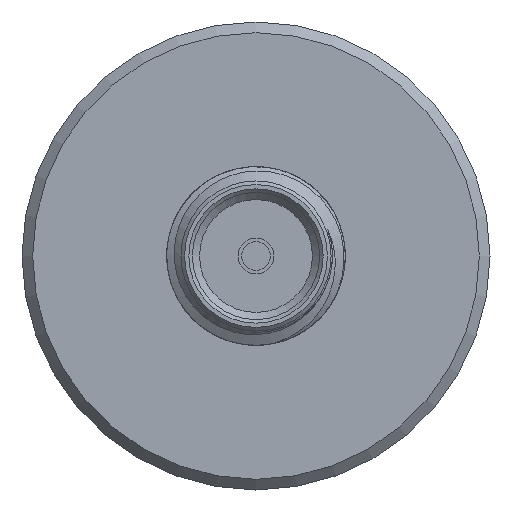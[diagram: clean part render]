
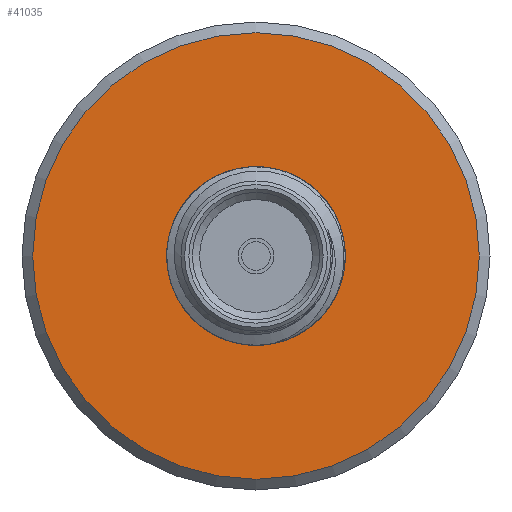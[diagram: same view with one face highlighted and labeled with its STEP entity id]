
A CAD part, left-side view. The second image highlights one B-rep face of the part: STEP entity #41035.
In plain terms, the highlighted planar face has unit normal (-1, 0, 0).
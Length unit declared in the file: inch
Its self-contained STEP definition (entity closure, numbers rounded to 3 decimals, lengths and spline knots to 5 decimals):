
#3247 = DIRECTION ( 'NONE',  ( 0., 1., 0. ) ) ;
#5906 = FACE_BOUND ( 'NONE', #44912, .T. ) ;
#8144 = EDGE_CURVE ( 'NONE', #50587, #50587, #36515, .T. ) ;
#9543 = EDGE_CURVE ( 'NONE', #9781, #9781, #12926, .T. ) ;
#9781 = VERTEX_POINT ( 'NONE', #43071 ) ;
#10981 = PLANE ( 'NONE',  #41778 ) ;
#12926 = CIRCLE ( 'NONE', #47921, 0.12 ) ;
#14921 = CARTESIAN_POINT ( 'NONE',  ( 0.355, 0., 0. ) ) ;
#15044 = DIRECTION ( 'NONE',  ( 0., 1., 0. ) ) ;
#16789 = EDGE_LOOP ( 'NONE', ( #41919 ) ) ;
#17685 = AXIS2_PLACEMENT_3D ( 'NONE', #14921, #32859, #54240 ) ;
#18546 = CARTESIAN_POINT ( 'NONE',  ( 0.355, 0.3125, 0. ) ) ;
#18888 = DIRECTION ( 'NONE',  ( 1., 0., 0. ) ) ;
#19806 = CARTESIAN_POINT ( 'NONE',  ( 0.355, 0., 0. ) ) ;
#26533 = CARTESIAN_POINT ( 'NONE',  ( 0.355, -0.3125, 0. ) ) ;
#32471 = ORIENTED_EDGE ( 'NONE', *, *, #9543, .T. ) ;
#32859 = DIRECTION ( 'NONE',  ( -1., 0., 0. ) ) ;
#36515 = CIRCLE ( 'NONE', #17685, 0.3125 ) ;
#39420 = FACE_OUTER_BOUND ( 'NONE', #16789, .T. ) ;
#41035 = ADVANCED_FACE ( 'NONE', ( #5906, #39420 ), #10981, .F. ) ;
#41778 = AXIS2_PLACEMENT_3D ( 'NONE', #18546, #18888, #15044 ) ;
#41919 = ORIENTED_EDGE ( 'NONE', *, *, #8144, .T. ) ;
#43071 = CARTESIAN_POINT ( 'NONE',  ( 0.355, 0.12, 0. ) ) ;
#44912 = EDGE_LOOP ( 'NONE', ( #32471 ) ) ;
#47921 = AXIS2_PLACEMENT_3D ( 'NONE', #19806, #53626, #3247 ) ;
#50587 = VERTEX_POINT ( 'NONE', #26533 ) ;
#53626 = DIRECTION ( 'NONE',  ( 1., 0., 0. ) ) ;
#54240 = DIRECTION ( 'NONE',  ( 0., -1., 0. ) ) ;
